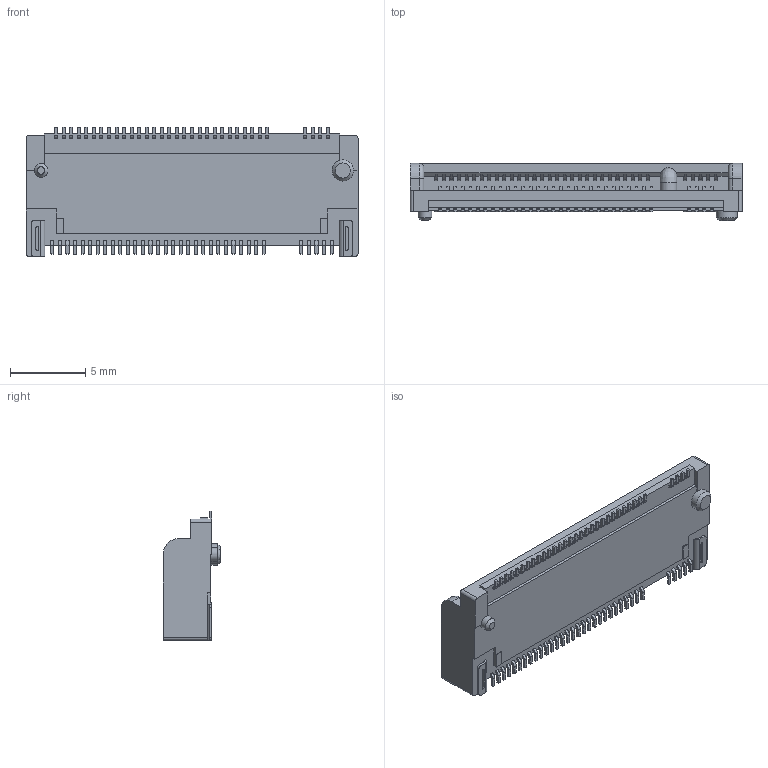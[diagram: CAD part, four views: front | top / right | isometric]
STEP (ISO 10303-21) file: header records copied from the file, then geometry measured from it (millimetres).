
FILE_DESCRIPTION(/* description */ (''),/* implementation_level */ '2;1');
FILE_NAME(/* name */ 'MDT320M01001.step',/* time_stamp */ '2026-02-06T15:10:51+01:00',/* author */ (''),/* organization */ (''),/* preprocessor_version */ 'ST-DEVELOPER v20.1',/* originating_system */ 'Autodesk Translation Framework v14.24.0.0',/* authorisation */ '');
FILE_SCHEMA (('AUTOMOTIVE_DESIGN { 1 0 10303 214 3 1 1 }'));
Length unit declared in the file: millimetre
Products named in the file (5): MDT320M0X001_C3D; Kontakte; Montageteile; Gehäuse; Logo
Assembly tree (4 placements, depth 3):
  MDT320M0X001_C3D
    Kontakte
    Montageteile
    Gehäuse
      Logo
Bounding box: 22 x 3.8 x 8.55 mm (x, y, z)
Volume: 382.8 mm3; surface area: 697 mm2
Topology: 146 solids, 146 shells, 1946 faces, 4952 edges, 3299 vertices
Faces by surface type: plane 1446, cylinder 495, cone 2, torus 2, bspline 1
Full cylindrical faces by diameter (mm): 0.9 x1, 1.4 x1
Entity records: 58630 total; most frequent: CARTESIAN_POINT 10221, DIRECTION 10002, ORIENTED_EDGE 9904, EDGE_CURVE 4952, LINE 3812, VECTOR 3812, VERTEX_POINT 3299, AXIS2_PLACEMENT_3D 3095
